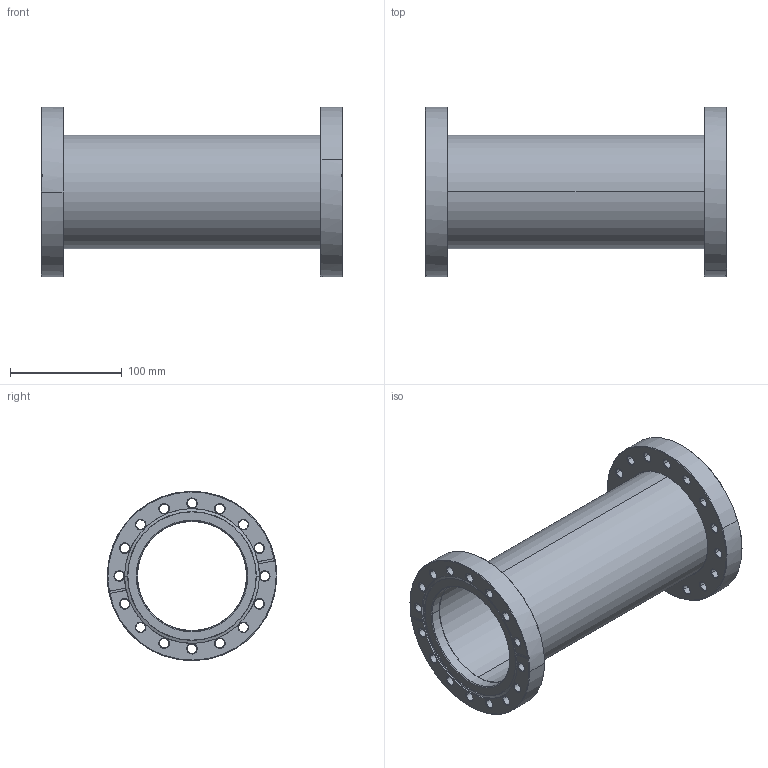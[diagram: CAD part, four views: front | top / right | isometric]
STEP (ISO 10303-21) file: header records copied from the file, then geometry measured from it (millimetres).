
FILE_DESCRIPTION (( 'STEP AP214' ), '1' );
FILE_NAME ('Hositrad_FS100-102-FullNipple.STEP', '2017-02-07T08:36:16', ( 'Gebruiker' ), ( '' ), 'SwSTEP 2.0', 'SolidWorks 2017', '' );
FILE_SCHEMA (( 'AUTOMOTIVE_DESIGN' ));
Length unit declared in the file: millimetre
Products named in the file (4): NW100CF-weld; NW100CF-weld_CF100-102; Tube101.6-All_Tube 101.6 L=247,8; Hositrad_FS100-102-FullNipple
Assembly tree (3 placements, depth 2):
  Hositrad_FS100-102-FullNipple
    Tube101.6-All_Tube 101.6 L=247,8
    NW100CF-weld_CF100-102
    NW100CF-weld
Bounding box: 269.8 x 151.6 x 151.6 mm (x, y, z)
Volume: 515789.5 mm3; surface area: 242201.9 mm2
Topology: 3 solids, 3 shells, 262 faces, 612 edges, 358 vertices
Faces by surface type: cone 154, cylinder 84, plane 24
Entity records: 8460 total; most frequent: DIRECTION 1478, CARTESIAN_POINT 1262, ORIENTED_EDGE 1224, EDGE_CURVE 612, AXIS2_PLACEMENT_3D 606, VERTEX_POINT 358, CIRCLE 338, EDGE_LOOP 334
